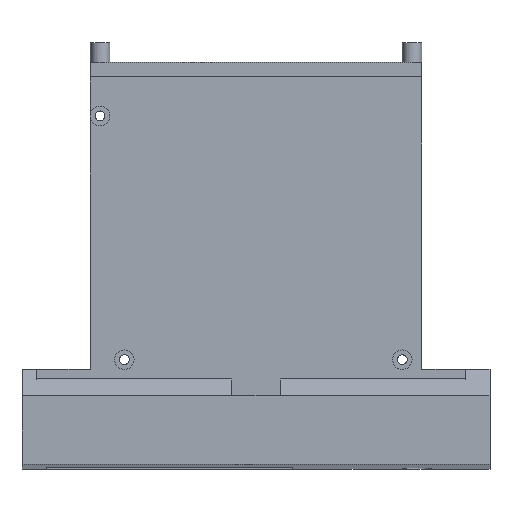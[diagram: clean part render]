
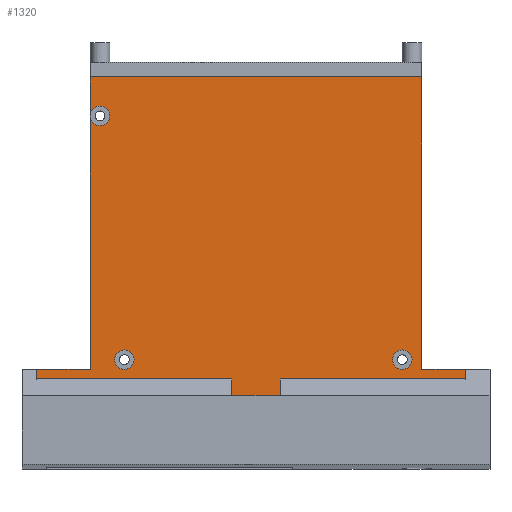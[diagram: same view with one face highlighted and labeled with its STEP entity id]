
A CAD part, top view. The second image highlights one B-rep face of the part: STEP entity #1320.
In plain terms, the highlighted planar face has unit normal (0, 0, 1).
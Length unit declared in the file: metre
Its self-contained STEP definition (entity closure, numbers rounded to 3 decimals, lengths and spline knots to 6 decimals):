
#45=LINE('',#1936,#184);
#59=LINE('',#1983,#198);
#60=LINE('',#1986,#199);
#61=LINE('',#1988,#200);
#62=LINE('',#1990,#201);
#63=LINE('',#1992,#202);
#64=LINE('',#1994,#203);
#65=LINE('',#1996,#204);
#66=LINE('',#1998,#205);
#184=VECTOR('',#1562,1.);
#198=VECTOR('',#1600,1.);
#199=VECTOR('',#1603,1.);
#200=VECTOR('',#1604,1.);
#201=VECTOR('',#1605,1.);
#202=VECTOR('',#1606,1.);
#203=VECTOR('',#1607,1.);
#204=VECTOR('',#1608,1.);
#205=VECTOR('',#1609,1.);
#353=ORIENTED_EDGE('',*,*,#714,.F.);
#354=ORIENTED_EDGE('',*,*,#715,.F.);
#355=ORIENTED_EDGE('',*,*,#716,.T.);
#356=ORIENTED_EDGE('',*,*,#717,.F.);
#357=ORIENTED_EDGE('',*,*,#718,.T.);
#358=ORIENTED_EDGE('',*,*,#719,.T.);
#359=ORIENTED_EDGE('',*,*,#720,.F.);
#360=ORIENTED_EDGE('',*,*,#721,.F.);
#361=ORIENTED_EDGE('',*,*,#722,.T.);
#362=ORIENTED_EDGE('',*,*,#723,.T.);
#363=ORIENTED_EDGE('',*,*,#724,.F.);
#364=ORIENTED_EDGE('',*,*,#693,.F.);
#693=EDGE_CURVE('',#866,#867,#45,.T.);
#714=EDGE_CURVE('',#886,#886,#994,.F.);
#715=EDGE_CURVE('',#887,#887,#995,.F.);
#716=EDGE_CURVE('',#866,#888,#59,.T.);
#717=EDGE_CURVE('',#888,#888,#996,.T.);
#718=EDGE_CURVE('',#888,#889,#60,.T.);
#719=EDGE_CURVE('',#889,#890,#61,.T.);
#720=EDGE_CURVE('',#891,#890,#62,.T.);
#721=EDGE_CURVE('',#892,#891,#63,.T.);
#722=EDGE_CURVE('',#892,#893,#64,.T.);
#723=EDGE_CURVE('',#893,#894,#65,.T.);
#724=EDGE_CURVE('',#867,#894,#66,.T.);
#866=VERTEX_POINT('',#1935);
#867=VERTEX_POINT('',#1937);
#886=VERTEX_POINT('',#1980);
#887=VERTEX_POINT('',#1982);
#888=VERTEX_POINT('',#1984);
#889=VERTEX_POINT('',#1987);
#890=VERTEX_POINT('',#1989);
#891=VERTEX_POINT('',#1991);
#892=VERTEX_POINT('',#1993);
#893=VERTEX_POINT('',#1995);
#894=VERTEX_POINT('',#1997);
#994=CIRCLE('',#1426,0.002);
#995=CIRCLE('',#1427,0.002);
#996=CIRCLE('',#1428,0.002);
#1034=EDGE_LOOP('',(#353));
#1035=EDGE_LOOP('',(#354));
#1036=EDGE_LOOP('',(#355,#356,#357,#358,#359,#360,#361,#362,#363,#364));
#1151=FACE_BOUND('',#1034,.T.);
#1152=FACE_BOUND('',#1035,.T.);
#1153=FACE_BOUND('',#1036,.T.);
#1261=PLANE('',#1425);
#1320=ADVANCED_FACE('',(#1151,#1152,#1153),#1261,.F.);
#1425=AXIS2_PLACEMENT_3D('',#1978,#1594,#1595);
#1426=AXIS2_PLACEMENT_3D('',#1979,#1596,#1597);
#1427=AXIS2_PLACEMENT_3D('',#1981,#1598,#1599);
#1428=AXIS2_PLACEMENT_3D('',#1985,#1601,#1602);
#1562=DIRECTION('',(1.,0.,0.));
#1594=DIRECTION('',(0.,0.,-1.));
#1595=DIRECTION('',(0.,1.,0.));
#1596=DIRECTION('',(0.,0.,-1.));
#1597=DIRECTION('',(0.,1.,0.));
#1598=DIRECTION('',(0.,0.,-1.));
#1599=DIRECTION('',(0.,1.,0.));
#1600=DIRECTION('',(0.,-1.,0.));
#1601=DIRECTION('',(0.,0.,1.));
#1602=DIRECTION('',(0.,-1.,0.));
#1603=DIRECTION('',(0.,-1.,0.));
#1604=DIRECTION('',(-1.,0.,0.));
#1605=DIRECTION('',(0.,1.,0.));
#1606=DIRECTION('',(-1.,0.,0.));
#1607=DIRECTION('',(0.,1.,0.));
#1608=DIRECTION('',(-1.,0.,0.));
#1609=DIRECTION('',(0.,-1.,0.));
#1935=CARTESIAN_POINT('',(0.014,0.072696,-0.019278));
#1936=CARTESIAN_POINT('',(0.046992,0.072696,-0.019278));
#1937=CARTESIAN_POINT('',(0.082,0.072696,-0.019278));
#1978=CARTESIAN_POINT('',(0.046992,-0.004604,-0.019278));
#1979=CARTESIAN_POINT('',(0.078,0.014696,-0.019278));
#1980=CARTESIAN_POINT('',(0.078,0.016696,-0.019278));
#1981=CARTESIAN_POINT('',(0.021,0.014696,-0.019278));
#1982=CARTESIAN_POINT('',(0.021,0.016696,-0.019278));
#1983=CARTESIAN_POINT('',(0.014,0.075696,-0.019278));
#1984=CARTESIAN_POINT('',(0.014,0.064696,-0.019278));
#1985=CARTESIAN_POINT('',(0.016,0.064696,-0.019278));
#1986=CARTESIAN_POINT('',(0.014,0.075696,-0.019278));
#1987=CARTESIAN_POINT('',(0.014,0.012696,-0.019278));
#1988=CARTESIAN_POINT('',(0.046992,0.012696,-0.019278));
#1989=CARTESIAN_POINT('',(0.003,0.012696,-0.019278));
#1990=CARTESIAN_POINT('',(0.003,-0.004604,-0.019278));
#1991=CARTESIAN_POINT('',(0.003,-0.004604,-0.019278));
#1992=CARTESIAN_POINT('',(0.046992,-0.004604,-0.019278));
#1993=CARTESIAN_POINT('',(0.090984,-0.004604,-0.019278));
#1994=CARTESIAN_POINT('',(0.090984,-0.004604,-0.019278));
#1995=CARTESIAN_POINT('',(0.090984,0.012696,-0.019278));
#1996=CARTESIAN_POINT('',(0.046992,0.012696,-0.019278));
#1997=CARTESIAN_POINT('',(0.082,0.012696,-0.019278));
#1998=CARTESIAN_POINT('',(0.082,0.075696,-0.019278));
